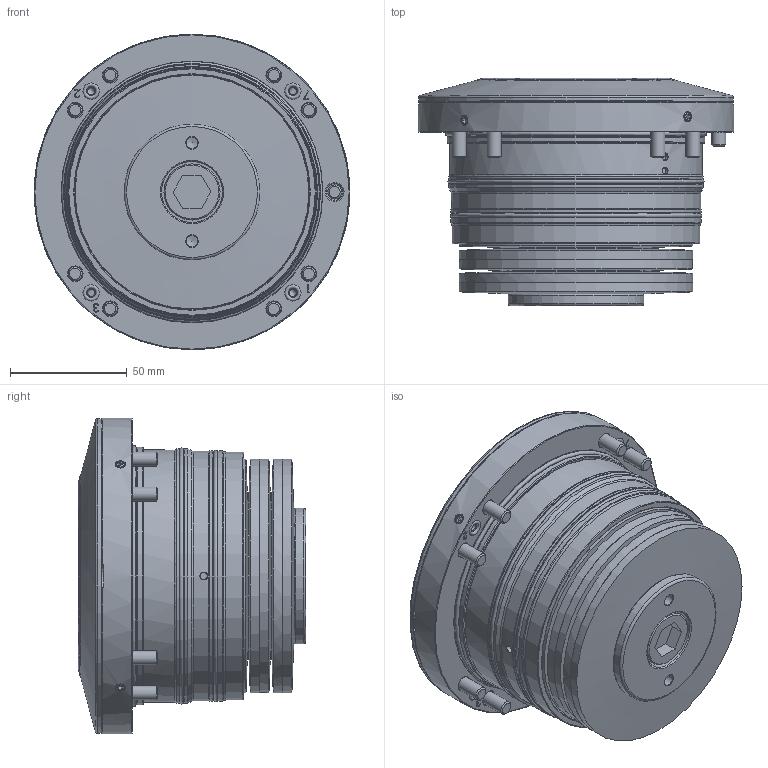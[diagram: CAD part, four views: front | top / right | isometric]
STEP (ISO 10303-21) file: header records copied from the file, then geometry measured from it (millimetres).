
FILE_DESCRIPTION (( 'STEP AP214' ), '1' );
FILE_NAME ('STARK_801 207_C.STEP', '2022-09-06T08:24:47', ( '' ), ( '' ), 'SwSTEP 2.0', 'SolidWorks 2021', '' );
FILE_SCHEMA (( 'AUTOMOTIVE_DESIGN' ));
Length unit declared in the file: millimetre
Products named in the file (1): STARK_801 207_C
Bounding box: 135 x 97.25 x 135 mm (x, y, z)
Volume: 842754.8 mm3; surface area: 103181.8 mm2
Topology: 1 solids, 17 shells, 590 faces, 1301 edges, 833 vertices
Faces by surface type: plane 216, cone 134, cylinder 132, torus 72, bspline 20, sphere 16
Full cylindrical faces by diameter (mm): 1 x1, 2.5 x2, 3 x3, 3.3 x8, 4.8 x16, 5 x2, 6 x9, 6.2 x8, 7 x9, 10 x8, 11 x8, 24 x1, 26 x1, 30.4 x3, 31.5 x1, 32 x1, 35 x1, 47 x1, 48.69 x1, 55.157 x1, 58 x1, 62.994 x2, 85 x1, 85.1 x1, 99.702 x1, 99.703 x1, 99.706 x1, 100.6 x1, 104.1 x2, 106 x1
Entity records: 22885 total; most frequent: CARTESIAN_POINT 6483, DIRECTION 2274, ORIENTED_EDGE 1878, AXIS2_PLACEMENT_3D 963, EDGE_LOOP 947, EDGE_CURVE 939, FACE_OUTER_BOUND 766, VERTEX_POINT 734
